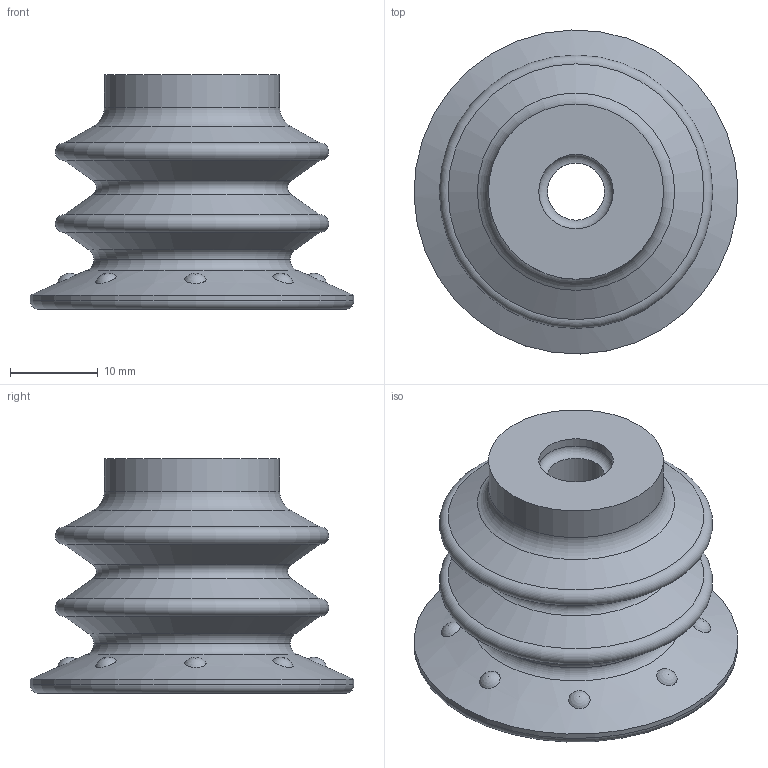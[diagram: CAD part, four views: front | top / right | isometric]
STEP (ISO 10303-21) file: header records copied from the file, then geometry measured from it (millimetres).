
FILE_DESCRIPTION( ( 'Unknown' ), '1' );
FILE_NAME( '0129728.stp', 'Unknown', ( 'Unknown' ), ( 'Unknown' ), 'PSStep 14.0', 'Unknown', ' ' );
FILE_SCHEMA( ( 'AUTOMOTIVE_DESIGN { 1 0 10303 214 1 1 1 1 }' ) );
Length unit declared in the file: millimetre
Products named in the file (3): Assem1; 0129728_1; 0129728
Assembly tree (2 placements, depth 2):
  Assem1
    0129728_1
    0129728
Bounding box: 36.99 x 36.99 x 26.8 mm (x, y, z)
Volume: 6687 mm3; surface area: 7525.9 mm2
Topology: 2 solids, 2 shells, 95 faces, 257 edges, 167 vertices
Faces by surface type: plane 40, torus 22, cone 13, cylinder 12, sphere 8
Full cylindrical faces by diameter (mm): 6.5 x1, 8.5 x1, 10 x1, 11 x1, 20 x1, 37 x1
Entity records: 3780 total; most frequent: CARTESIAN_POINT 878, DIRECTION 433, ORIENTED_EDGE 396, EDGE_CURVE 198, AXIS2_PLACEMENT_3D 182, VERTEX_POINT 146, EDGE_LOOP 138, FACE_OUTER_BOUND 115
